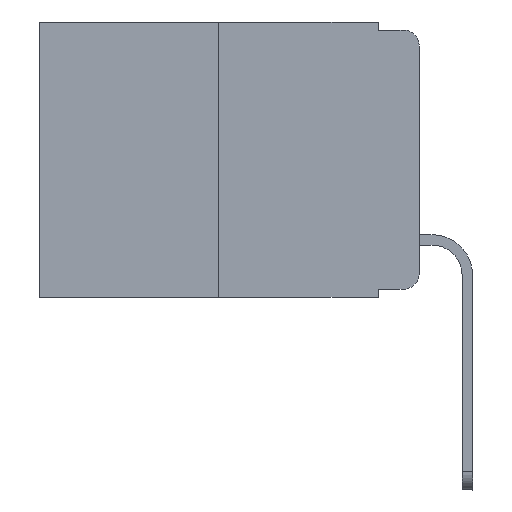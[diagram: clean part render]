
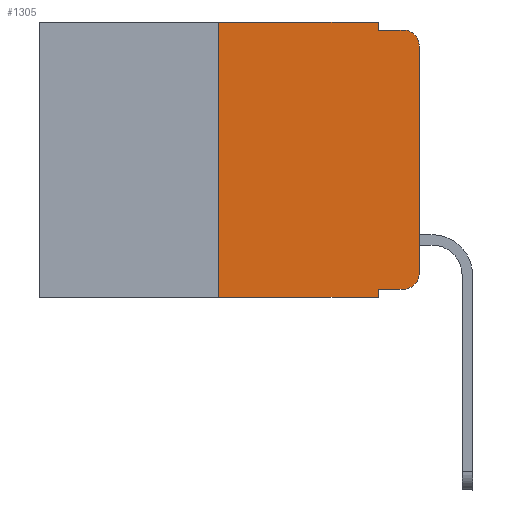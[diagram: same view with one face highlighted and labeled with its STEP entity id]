
A CAD part, left-side view. The second image highlights one B-rep face of the part: STEP entity #1305.
In plain terms, the highlighted planar face has unit normal (-1, 0, 0).
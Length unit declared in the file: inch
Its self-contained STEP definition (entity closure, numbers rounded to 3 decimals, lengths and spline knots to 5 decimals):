
#96 = ORIENTED_EDGE ( 'NONE', *, *, #6860, .T. ) ;
#201 = LINE ( 'NONE', #11037, #8434 ) ;
#379 = CARTESIAN_POINT ( 'NONE',  ( 0., 0.051, -0.333 ) ) ;
#397 = VECTOR ( 'NONE', #2463, 39.37008 ) ;
#443 = LINE ( 'NONE', #379, #1182 ) ;
#604 = ORIENTED_EDGE ( 'NONE', *, *, #8345, .F. ) ;
#749 = LINE ( 'NONE', #4469, #7904 ) ;
#884 = EDGE_CURVE ( 'NONE', #2470, #3043, #6238, .T. ) ;
#909 = DIRECTION ( 'NONE',  ( 0., -1., 0. ) ) ;
#1123 = DIRECTION ( 'NONE',  ( 0., 0., -1. ) ) ;
#1182 = VECTOR ( 'NONE', #1215, 39.37008 ) ;
#1215 = DIRECTION ( 'NONE',  ( 0., -1., 0. ) ) ;
#1305 = ADVANCED_FACE ( 'NONE', ( #3388 ), #2246, .F. ) ;
#1643 = ORIENTED_EDGE ( 'NONE', *, *, #10545, .T. ) ;
#1667 = CARTESIAN_POINT ( 'NONE',  ( 0., 0.051, -0.01 ) ) ;
#1696 = DIRECTION ( 'NONE',  ( 0., 0., 1. ) ) ;
#2008 = ORIENTED_EDGE ( 'NONE', *, *, #11165, .F. ) ;
#2033 = ORIENTED_EDGE ( 'NONE', *, *, #7309, .F. ) ;
#2246 = PLANE ( 'NONE',  #4316 ) ;
#2247 = CARTESIAN_POINT ( 'NONE',  ( 0., 0.051, -0.01 ) ) ;
#2305 = VECTOR ( 'NONE', #10101, 39.37008 ) ;
#2463 = DIRECTION ( 'NONE',  ( 0., 0., -1. ) ) ;
#2470 = VERTEX_POINT ( 'NONE', #5499 ) ;
#2513 = DIRECTION ( 'NONE',  ( 0., 0., -1. ) ) ;
#2732 = CARTESIAN_POINT ( 'NONE',  ( 0., 0.051, 0. ) ) ;
#2941 = CARTESIAN_POINT ( 'NONE',  ( 0., 0.02, -0.03 ) ) ;
#3019 = VERTEX_POINT ( 'NONE', #6987 ) ;
#3043 = VERTEX_POINT ( 'NONE', #7937 ) ;
#3049 = VERTEX_POINT ( 'NONE', #4319 ) ;
#3104 = CARTESIAN_POINT ( 'NONE',  ( 0., 0.25, 0. ) ) ;
#3377 = LINE ( 'NONE', #10724, #397 ) ;
#3388 = FACE_OUTER_BOUND ( 'NONE', #4166, .T. ) ;
#3528 = DIRECTION ( 'NONE',  ( 0., 0., -1. ) ) ;
#3727 = VERTEX_POINT ( 'NONE', #7483 ) ;
#3776 = EDGE_CURVE ( 'NONE', #5838, #3019, #8604, .T. ) ;
#3936 = CIRCLE ( 'NONE', #4230, 0.02 ) ;
#3977 = EDGE_CURVE ( 'NONE', #11057, #2470, #749, .T. ) ;
#4166 = EDGE_LOOP ( 'NONE', ( #8202, #7247, #8855, #2033, #604, #11619, #10187, #2008, #1643, #96 ) ) ;
#4230 = AXIS2_PLACEMENT_3D ( 'NONE', #10096, #9122, #2513 ) ;
#4276 = VECTOR ( 'NONE', #6055, 39.37008 ) ;
#4316 = AXIS2_PLACEMENT_3D ( 'NONE', #5127, #5922, #8776 ) ;
#4319 = CARTESIAN_POINT ( 'NONE',  ( 0., 0.051, -0.333 ) ) ;
#4469 = CARTESIAN_POINT ( 'NONE',  ( 0., 0., 0. ) ) ;
#4500 = AXIS2_PLACEMENT_3D ( 'NONE', #2941, #6729, #1123 ) ;
#5127 = CARTESIAN_POINT ( 'NONE',  ( 0., 0.473, 0. ) ) ;
#5384 = VERTEX_POINT ( 'NONE', #5957 ) ;
#5499 = CARTESIAN_POINT ( 'NONE',  ( 0., 0., -0.03 ) ) ;
#5838 = VERTEX_POINT ( 'NONE', #8018 ) ;
#5922 = DIRECTION ( 'NONE',  ( 1., 0., 0. ) ) ;
#5957 = CARTESIAN_POINT ( 'NONE',  ( 0., 0.051, 0. ) ) ;
#5997 = DIRECTION ( 'NONE',  ( 0., 0., 1. ) ) ;
#6055 = DIRECTION ( 'NONE',  ( 0., -1., 0. ) ) ;
#6238 = CIRCLE ( 'NONE', #4500, 0.02 ) ;
#6729 = DIRECTION ( 'NONE',  ( -1., 0., 0. ) ) ;
#6751 = VECTOR ( 'NONE', #3528, 39.37008 ) ;
#6860 = EDGE_CURVE ( 'NONE', #3727, #11057, #3936, .T. ) ;
#6971 = CARTESIAN_POINT ( 'NONE',  ( 0., 0.473, 0. ) ) ;
#6987 = CARTESIAN_POINT ( 'NONE',  ( 0., 0.25, 0. ) ) ;
#7247 = ORIENTED_EDGE ( 'NONE', *, *, #884, .T. ) ;
#7309 = EDGE_CURVE ( 'NONE', #5384, #9172, #11838, .T. ) ;
#7483 = CARTESIAN_POINT ( 'NONE',  ( 0., 0.02, -0.333 ) ) ;
#7904 = VECTOR ( 'NONE', #1696, 39.37008 ) ;
#7937 = CARTESIAN_POINT ( 'NONE',  ( 0., 0.02, -0.01 ) ) ;
#8018 = CARTESIAN_POINT ( 'NONE',  ( 0., 0.25, -0.343 ) ) ;
#8202 = ORIENTED_EDGE ( 'NONE', *, *, #3977, .T. ) ;
#8345 = EDGE_CURVE ( 'NONE', #3019, #5384, #8860, .T. ) ;
#8423 = VERTEX_POINT ( 'NONE', #11656 ) ;
#8434 = VECTOR ( 'NONE', #909, 39.37008 ) ;
#8604 = LINE ( 'NONE', #3104, #11167 ) ;
#8776 = DIRECTION ( 'NONE',  ( 0., 0., -1. ) ) ;
#8855 = ORIENTED_EDGE ( 'NONE', *, *, #11247, .F. ) ;
#8860 = LINE ( 'NONE', #6971, #4276 ) ;
#9107 = EDGE_CURVE ( 'NONE', #5838, #8423, #201, .T. ) ;
#9122 = DIRECTION ( 'NONE',  ( -1., 0., 0. ) ) ;
#9172 = VERTEX_POINT ( 'NONE', #2247 ) ;
#10096 = CARTESIAN_POINT ( 'NONE',  ( 0., 0.02, -0.313 ) ) ;
#10101 = DIRECTION ( 'NONE',  ( 0., -1., 0. ) ) ;
#10150 = LINE ( 'NONE', #1667, #2305 ) ;
#10187 = ORIENTED_EDGE ( 'NONE', *, *, #9107, .T. ) ;
#10545 = EDGE_CURVE ( 'NONE', #3049, #3727, #443, .T. ) ;
#10550 = CARTESIAN_POINT ( 'NONE',  ( 0., 0., -0.313 ) ) ;
#10724 = CARTESIAN_POINT ( 'NONE',  ( 0., 0.051, 0. ) ) ;
#11037 = CARTESIAN_POINT ( 'NONE',  ( 0., 0.473, -0.343 ) ) ;
#11057 = VERTEX_POINT ( 'NONE', #10550 ) ;
#11165 = EDGE_CURVE ( 'NONE', #3049, #8423, #3377, .T. ) ;
#11167 = VECTOR ( 'NONE', #5997, 39.37008 ) ;
#11247 = EDGE_CURVE ( 'NONE', #9172, #3043, #10150, .T. ) ;
#11619 = ORIENTED_EDGE ( 'NONE', *, *, #3776, .F. ) ;
#11656 = CARTESIAN_POINT ( 'NONE',  ( 0., 0.051, -0.343 ) ) ;
#11838 = LINE ( 'NONE', #2732, #6751 ) ;
